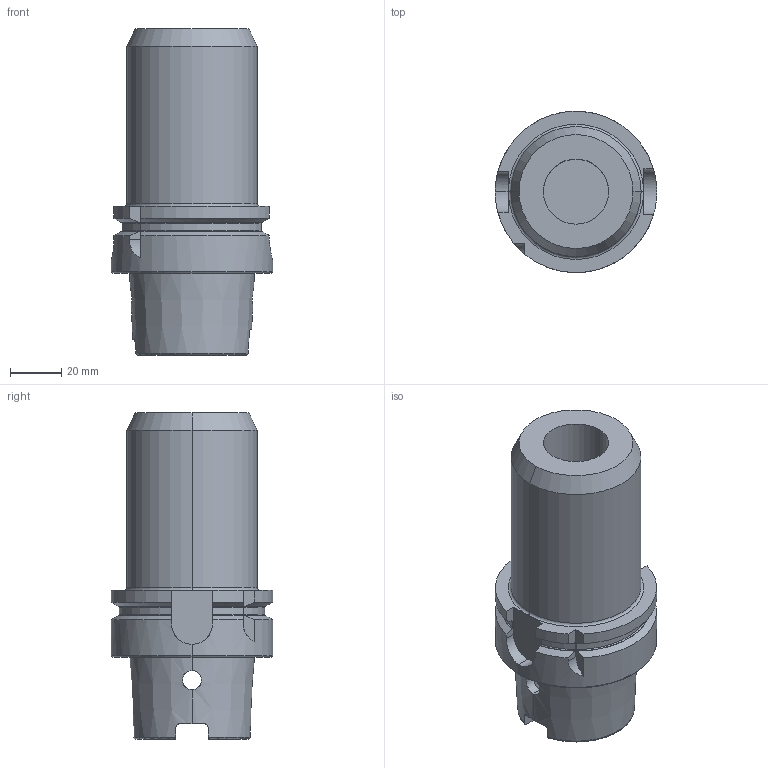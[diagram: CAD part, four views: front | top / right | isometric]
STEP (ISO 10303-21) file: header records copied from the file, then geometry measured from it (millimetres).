
FILE_DESCRIPTION (( 'STEP AP203' ), '1' );
FILE_NAME ('STP-32962.STEP', '2018-07-04T07:18:19', ( '' ), ( '' ), 'SwSTEP 2.0', 'SolidWorks 2015', '' );
FILE_SCHEMA (( 'CONFIG_CONTROL_DESIGN' ));
Length unit declared in the file: millimetre
Products named in the file (1): STP-32962
Bounding box: 63 x 63 x 127.25 mm (x, y, z)
Volume: 191684.1 mm3; surface area: 37745.1 mm2
Topology: 1 solids, 2 shells, 103 faces, 267 edges, 169 vertices
Faces by surface type: cylinder 36, plane 31, torus 22, cone 14
Entity records: 3758 total; most frequent: CARTESIAN_POINT 1193, ORIENTED_EDGE 534, DIRECTION 517, EDGE_CURVE 267, AXIS2_PLACEMENT_3D 211, VERTEX_POINT 169, EDGE_LOOP 108, CIRCLE 107
